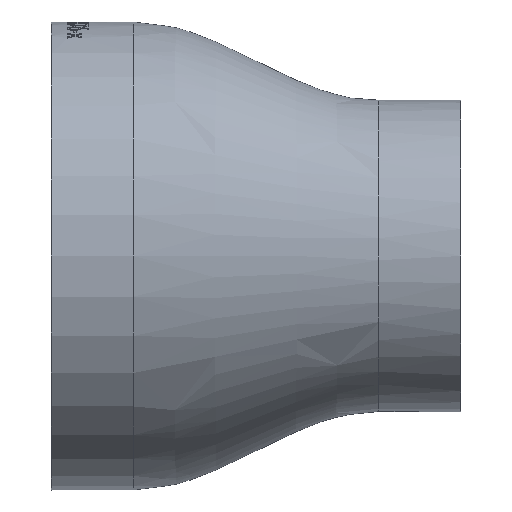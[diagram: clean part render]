
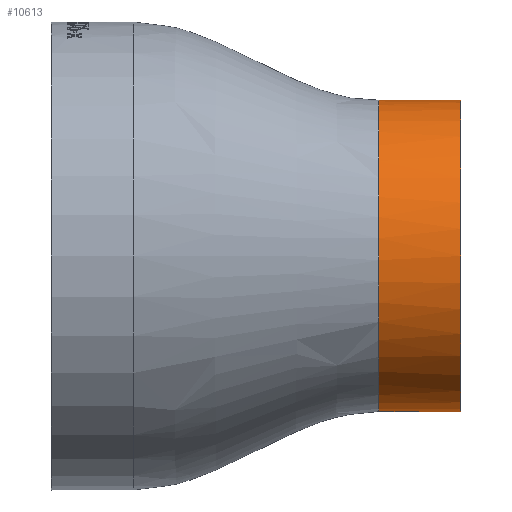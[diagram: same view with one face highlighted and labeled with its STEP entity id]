
A CAD part, front view. The second image highlights one B-rep face of the part: STEP entity #10613.
In plain terms, the highlighted cylindrical face has radius 38.05 mm (diameter 76.1 mm), a full revolution.
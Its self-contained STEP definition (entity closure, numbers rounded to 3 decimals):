
#130 = CARTESIAN_POINT ( 'NONE',  ( 80., 12.496, -21.302 ) ) ;
#213 = CARTESIAN_POINT ( 'NONE',  ( 80., 17.295, -11.335 ) ) ;
#297 = CARTESIAN_POINT ( 'NONE',  ( 80., 5.135, -29.401 ) ) ;
#537 = CARTESIAN_POINT ( 'NONE',  ( 80., -55.495, 11.337 ) ) ;
#595 = CARTESIAN_POINT ( 'NONE',  ( 100., -19.1, 0. ) ) ;
#647 = EDGE_CURVE ( 'NONE', #13273, #13273, #7569, .T. ) ;
#695 = CARTESIAN_POINT ( 'NONE',  ( 80., -54.212, 14.832 ) ) ;
#1245 = FACE_OUTER_BOUND ( 'NONE', #6332, .T. ) ;
#1304 = CARTESIAN_POINT ( 'NONE',  ( 80., -57.217, 0. ) ) ;
#1330 = CYLINDRICAL_SURFACE ( 'NONE', #8679, 38.05 ) ;
#1474 = CARTESIAN_POINT ( 'NONE',  ( 80., -46.041, -26.941 ) ) ;
#1716 = CARTESIAN_POINT ( 'NONE',  ( 80., -4.268, 35.112 ) ) ;
#2366 = B_SPLINE_CURVE_WITH_KNOTS ( 'NONE', 3,
 ( #14371, #6607, #2648, #11602, #213, #11775, #12950, #130, #13040, #15636, #297, #2813, #14286, #15465, #5423, #2897, #10358, #3920, #7924, #8997, #8004, #4002, #5343, #9079, #13115, #1474, #2727, #7836, #14111, #14031, #15547, #2565, #12789, #1304, #6436, #12871, #537, #695, #7096, #11935, #4332, #15721, #9668, #8081, #9338, #5828, #7179, #2976, #12102, #13194, #15973, #10926, #14698, #1716, #10685, #4416, #8253, #16061, #3222, #8410, #4577, #13364, #8325, #9419, #15891, #6840, #14778 ),
 .UNSPECIFIED., .T., .F.,
 ( 4, 1, 1, 1, 1, 1, 1, 1, 1, 1, 1, 1, 1, 1, 1, 1, 1, 1, 1, 1, 1, 1, 1, 1, 1, 1, 1, 1, 1, 1, 1, 1, 1, 1, 1, 1, 1, 1, 1, 1, 1, 1, 1, 1, 1, 1, 1, 1, 1, 1, 1, 1, 1, 1, 1, 1, 1, 1, 1, 1, 1, 1, 1, 1, 4 ),
 ( 0., 0.016, 0.031, 0.047, 0.063, 0.078, 0.094, 0.109, 0.125, 0.141, 0.156, 0.172, 0.188, 0.203, 0.219, 0.234, 0.25, 0.266, 0.281, 0.297, 0.313, 0.328, 0.344, 0.359, 0.375, 0.391, 0.406, 0.422, 0.438, 0.453, 0.469, 0.484, 0.5, 0.516, 0.531, 0.547, 0.563, 0.578, 0.594, 0.609, 0.625, 0.641, 0.656, 0.672, 0.688, 0.703, 0.719, 0.734, 0.75, 0.766, 0.781, 0.797, 0.813, 0.828, 0.844, 0.859, 0.875, 0.891, 0.906, 0.922, 0.938, 0.953, 0.969, 0.984, 1. ),
 .UNSPECIFIED. ) ;
#2565 = CARTESIAN_POINT ( 'NONE',  ( 80., -56.437, -7.681 ) ) ;
#2648 = CARTESIAN_POINT ( 'NONE',  ( 80., 18.817, -3.907 ) ) ;
#2727 = CARTESIAN_POINT ( 'NONE',  ( 80., -48.501, -24.236 ) ) ;
#2813 = CARTESIAN_POINT ( 'NONE',  ( 80., 2.202, -31.595 ) ) ;
#2897 = CARTESIAN_POINT ( 'NONE',  ( 80., -11.419, -37.337 ) ) ;
#2976 = CARTESIAN_POINT ( 'NONE',  ( 80., -26.781, 37.337 ) ) ;
#3222 = CARTESIAN_POINT ( 'NONE',  ( 80., 10.301, 24.236 ) ) ;
#3920 = CARTESIAN_POINT ( 'NONE',  ( 80., -19.1, -38.117 ) ) ;
#4002 = CARTESIAN_POINT ( 'NONE',  ( 80., -33.932, -35.112 ) ) ;
#4326 = CARTESIAN_POINT ( 'NONE',  ( 100., -19.1, 38.05 ) ) ;
#4332 = CARTESIAN_POINT ( 'NONE',  ( 80., -48.501, 24.236 ) ) ;
#4416 = CARTESIAN_POINT ( 'NONE',  ( 80., 2.202, 31.595 ) ) ;
#4557 = DIRECTION ( 'NONE',  ( 0., 0., 1. ) ) ;
#4577 = CARTESIAN_POINT ( 'NONE',  ( 80., 14.405, 18.162 ) ) ;
#5343 = CARTESIAN_POINT ( 'NONE',  ( 80., -37.263, -33.505 ) ) ;
#5423 = CARTESIAN_POINT ( 'NONE',  ( 80., -7.763, -36.395 ) ) ;
#5729 = DIRECTION ( 'NONE',  ( -1., 0., 0. ) ) ;
#5828 = CARTESIAN_POINT ( 'NONE',  ( 80., -33.932, 35.112 ) ) ;
#6332 = EDGE_LOOP ( 'NONE', ( #13381 ) ) ;
#6436 = CARTESIAN_POINT ( 'NONE',  ( 80., -57.017, 3.914 ) ) ;
#6607 = CARTESIAN_POINT ( 'NONE',  ( 80., 18.95, -1.313 ) ) ;
#6840 = CARTESIAN_POINT ( 'NONE',  ( 80., 18.95, 1.313 ) ) ;
#7096 = CARTESIAN_POINT ( 'NONE',  ( 80., -52.605, 18.163 ) ) ;
#7179 = CARTESIAN_POINT ( 'NONE',  ( 80., -30.437, 36.395 ) ) ;
#7569 = CIRCLE ( 'NONE', #9706, 38.05 ) ;
#7836 = CARTESIAN_POINT ( 'NONE',  ( 80., -50.695, -21.302 ) ) ;
#7924 = CARTESIAN_POINT ( 'NONE',  ( 80., -23.014, -37.917 ) ) ;
#8004 = CARTESIAN_POINT ( 'NONE',  ( 80., -30.437, -36.395 ) ) ;
#8075 = CARTESIAN_POINT ( 'NONE',  ( 80., 18.95, 0. ) ) ;
#8081 = CARTESIAN_POINT ( 'NONE',  ( 80., -40.402, 31.595 ) ) ;
#8253 = CARTESIAN_POINT ( 'NONE',  ( 80., 5.135, 29.401 ) ) ;
#8325 = CARTESIAN_POINT ( 'NONE',  ( 80., 17.295, 11.335 ) ) ;
#8410 = CARTESIAN_POINT ( 'NONE',  ( 80., 12.496, 21.302 ) ) ;
#8679 = AXIS2_PLACEMENT_3D ( 'NONE', #11299, #11545, #15323 ) ;
#8997 = CARTESIAN_POINT ( 'NONE',  ( 80., -26.781, -37.337 ) ) ;
#9079 = CARTESIAN_POINT ( 'NONE',  ( 80., -40.402, -31.595 ) ) ;
#9338 = CARTESIAN_POINT ( 'NONE',  ( 80., -37.263, 33.505 ) ) ;
#9419 = CARTESIAN_POINT ( 'NONE',  ( 80., 18.237, 7.686 ) ) ;
#9668 = CARTESIAN_POINT ( 'NONE',  ( 80., -43.336, 29.401 ) ) ;
#9706 = AXIS2_PLACEMENT_3D ( 'NONE', #595, #5729, #4557 ) ;
#10241 = EDGE_CURVE ( 'NONE', #14691, #14691, #2366, .T. ) ;
#10358 = CARTESIAN_POINT ( 'NONE',  ( 80., -15.186, -37.917 ) ) ;
#10613 = ADVANCED_FACE ( 'NONE', ( #11218, #1245 ), #1330, .T. ) ;
#10685 = CARTESIAN_POINT ( 'NONE',  ( 80., -0.937, 33.505 ) ) ;
#10926 = CARTESIAN_POINT ( 'NONE',  ( 80., -11.419, 37.337 ) ) ;
#11218 = FACE_OUTER_BOUND ( 'NONE', #16393, .T. ) ;
#11299 = CARTESIAN_POINT ( 'NONE',  ( 74.827, -19.1, 0. ) ) ;
#11545 = DIRECTION ( 'NONE',  ( -1., 0., 0. ) ) ;
#11602 = CARTESIAN_POINT ( 'NONE',  ( 80., 18.237, -7.686 ) ) ;
#11775 = CARTESIAN_POINT ( 'NONE',  ( 80., 16.012, -14.833 ) ) ;
#11935 = CARTESIAN_POINT ( 'NONE',  ( 80., -50.695, 21.302 ) ) ;
#12102 = CARTESIAN_POINT ( 'NONE',  ( 80., -23.014, 37.917 ) ) ;
#12789 = CARTESIAN_POINT ( 'NONE',  ( 80., -57.017, -3.914 ) ) ;
#12871 = CARTESIAN_POINT ( 'NONE',  ( 80., -56.437, 7.681 ) ) ;
#12950 = CARTESIAN_POINT ( 'NONE',  ( 80., 14.405, -18.162 ) ) ;
#13040 = CARTESIAN_POINT ( 'NONE',  ( 80., 10.301, -24.236 ) ) ;
#13115 = CARTESIAN_POINT ( 'NONE',  ( 80., -43.336, -29.401 ) ) ;
#13194 = CARTESIAN_POINT ( 'NONE',  ( 80., -19.1, 38.117 ) ) ;
#13273 = VERTEX_POINT ( 'NONE', #4326 ) ;
#13364 = CARTESIAN_POINT ( 'NONE',  ( 80., 16.012, 14.833 ) ) ;
#13381 = ORIENTED_EDGE ( 'NONE', *, *, #10241, .F. ) ;
#14031 = CARTESIAN_POINT ( 'NONE',  ( 80., -54.212, -14.832 ) ) ;
#14111 = CARTESIAN_POINT ( 'NONE',  ( 80., -52.605, -18.163 ) ) ;
#14286 = CARTESIAN_POINT ( 'NONE',  ( 80., -0.937, -33.505 ) ) ;
#14371 = CARTESIAN_POINT ( 'NONE',  ( 80., 18.95, 0. ) ) ;
#14691 = VERTEX_POINT ( 'NONE', #8075 ) ;
#14698 = CARTESIAN_POINT ( 'NONE',  ( 80., -7.763, 36.395 ) ) ;
#14778 = CARTESIAN_POINT ( 'NONE',  ( 80., 18.95, 0. ) ) ;
#15323 = DIRECTION ( 'NONE',  ( 0., 0., 1. ) ) ;
#15465 = CARTESIAN_POINT ( 'NONE',  ( 80., -4.268, -35.112 ) ) ;
#15547 = CARTESIAN_POINT ( 'NONE',  ( 80., -55.495, -11.337 ) ) ;
#15574 = ORIENTED_EDGE ( 'NONE', *, *, #647, .T. ) ;
#15636 = CARTESIAN_POINT ( 'NONE',  ( 80., 7.841, -26.941 ) ) ;
#15721 = CARTESIAN_POINT ( 'NONE',  ( 80., -46.041, 26.941 ) ) ;
#15891 = CARTESIAN_POINT ( 'NONE',  ( 80., 18.817, 3.907 ) ) ;
#15973 = CARTESIAN_POINT ( 'NONE',  ( 80., -15.186, 37.917 ) ) ;
#16061 = CARTESIAN_POINT ( 'NONE',  ( 80., 7.841, 26.941 ) ) ;
#16393 = EDGE_LOOP ( 'NONE', ( #15574 ) ) ;
